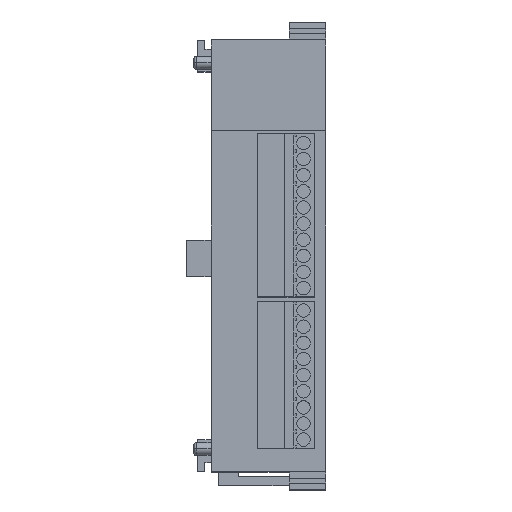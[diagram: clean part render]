
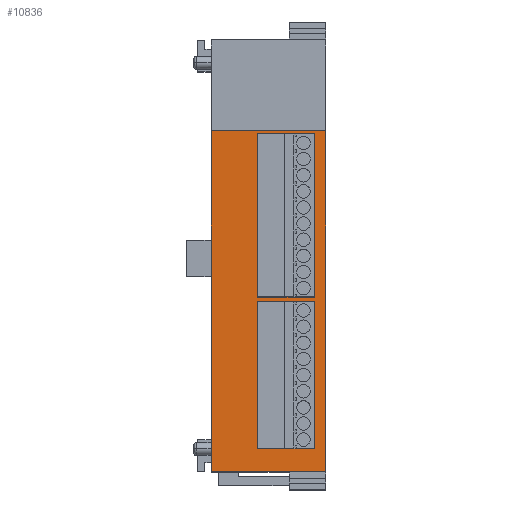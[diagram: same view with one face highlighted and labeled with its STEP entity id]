
A CAD part, top view. The second image highlights one B-rep face of the part: STEP entity #10836.
In plain terms, the highlighted planar face has unit normal (0, 0, 1).
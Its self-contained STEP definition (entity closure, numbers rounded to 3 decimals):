
#2 = ORIENTED_EDGE ( 'NONE', *, *, #16003, .T. ) ;
#165 = EDGE_CURVE ( 'NONE', #1984, #18484, #18729, .T. ) ;
#335 = LINE ( 'NONE', #17152, #16409 ) ;
#495 = ORIENTED_EDGE ( 'NONE', *, *, #8946, .T. ) ;
#1555 = CARTESIAN_POINT ( 'NONE',  ( 0., 0., 34.25 ) ) ;
#1984 = VERTEX_POINT ( 'NONE', #16165 ) ;
#2994 = LINE ( 'NONE', #19272, #3739 ) ;
#3739 = VECTOR ( 'NONE', #14317, 1000. ) ;
#3983 = ORIENTED_EDGE ( 'NONE', *, *, #165, .T. ) ;
#4933 = VERTEX_POINT ( 'NONE', #16656 ) ;
#6289 = PLANE ( 'NONE',  #21015 ) ;
#7146 = DIRECTION ( 'NONE',  ( 1., 0., 0. ) ) ;
#8839 = DIRECTION ( 'NONE',  ( 0., -1., 0. ) ) ;
#8946 = EDGE_CURVE ( 'NONE', #18484, #19106, #335, .T. ) ;
#9277 = CARTESIAN_POINT ( 'NONE',  ( -5.2, -47.5, 34.25 ) ) ;
#10836 = ADVANCED_FACE ( 'NONE', ( #21574 ), #6289, .F. ) ;
#10868 = DIRECTION ( 'NONE',  ( 1., 0., 0. ) ) ;
#11563 = DIRECTION ( 'NONE',  ( 0., 0., -1. ) ) ;
#12324 = VECTOR ( 'NONE', #10868, 1000. ) ;
#14317 = DIRECTION ( 'NONE',  ( 0., 1., 0. ) ) ;
#14841 = CARTESIAN_POINT ( 'NONE',  ( 20., -47.5, 34.25 ) ) ;
#15528 = CARTESIAN_POINT ( 'NONE',  ( -5.2, 51.5, 34.25 ) ) ;
#15706 = LINE ( 'NONE', #17462, #12324 ) ;
#15722 = ORIENTED_EDGE ( 'NONE', *, *, #19261, .F. ) ;
#16003 = EDGE_CURVE ( 'NONE', #19106, #4933, #2994, .T. ) ;
#16165 = CARTESIAN_POINT ( 'NONE',  ( -5.2, 27.5, 34.25 ) ) ;
#16409 = VECTOR ( 'NONE', #7146, 1000. ) ;
#16656 = CARTESIAN_POINT ( 'NONE',  ( 20., 27.5, 34.25 ) ) ;
#17152 = CARTESIAN_POINT ( 'NONE',  ( 20., -47.5, 34.25 ) ) ;
#17462 = CARTESIAN_POINT ( 'NONE',  ( 20., 27.5, 34.25 ) ) ;
#18484 = VERTEX_POINT ( 'NONE', #9277 ) ;
#18729 = LINE ( 'NONE', #15528, #19138 ) ;
#19106 = VERTEX_POINT ( 'NONE', #14841 ) ;
#19138 = VECTOR ( 'NONE', #8839, 1000. ) ;
#19261 = EDGE_CURVE ( 'NONE', #1984, #4933, #15706, .T. ) ;
#19272 = CARTESIAN_POINT ( 'NONE',  ( 20., 47.5, 34.25 ) ) ;
#19419 = EDGE_LOOP ( 'NONE', ( #15722, #3983, #495, #2 ) ) ;
#21015 = AXIS2_PLACEMENT_3D ( 'NONE', #1555, #11563, #21241 ) ;
#21241 = DIRECTION ( 'NONE',  ( -1., 0., 0. ) ) ;
#21574 = FACE_OUTER_BOUND ( 'NONE', #19419, .T. ) ;
